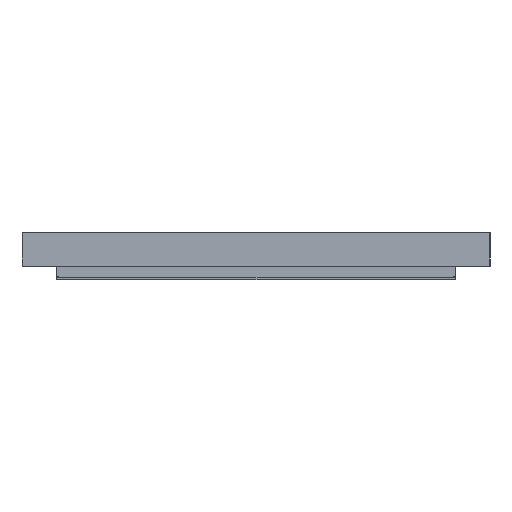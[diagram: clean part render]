
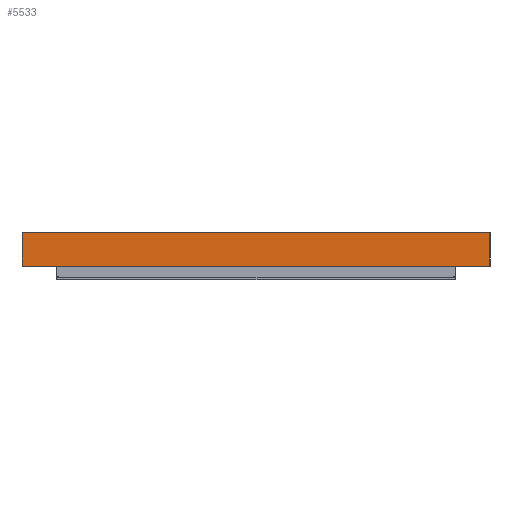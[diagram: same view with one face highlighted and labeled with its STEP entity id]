
A CAD part, left-side view. The second image highlights one B-rep face of the part: STEP entity #5533.
In plain terms, the highlighted planar face has unit normal (-1, 0, 0).
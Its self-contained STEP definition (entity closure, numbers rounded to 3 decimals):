
#1 = EDGE_CURVE ( 'NONE', #3756, #7466, #10182, .T. ) ;
#404 = VERTEX_POINT ( 'NONE', #8509 ) ;
#1123 = EDGE_CURVE ( 'NONE', #7466, #5151, #2073, .T. ) ;
#1440 = AXIS2_PLACEMENT_3D ( 'NONE', #7278, #9212, #4876 ) ;
#1442 = EDGE_CURVE ( 'NONE', #404, #3756, #9648, .T. ) ;
#1491 = DIRECTION ( 'NONE',  ( 0., 0., 1. ) ) ;
#1652 = VECTOR ( 'NONE', #1491, 1000. ) ;
#2073 = LINE ( 'NONE', #8980, #8044 ) ;
#2578 = CARTESIAN_POINT ( 'NONE',  ( -159.388, -297.5, 513.5 ) ) ;
#2875 = DIRECTION ( 'NONE',  ( 0., -1., 0. ) ) ;
#3335 = ORIENTED_EDGE ( 'NONE', *, *, #1442, .F. ) ;
#3504 = VECTOR ( 'NONE', #5300, 1000. ) ;
#3756 = VERTEX_POINT ( 'NONE', #4979 ) ;
#4526 = CARTESIAN_POINT ( 'NONE',  ( -159.388, 297.5, 535. ) ) ;
#4876 = DIRECTION ( 'NONE',  ( 0., 0., 1. ) ) ;
#4979 = CARTESIAN_POINT ( 'NONE',  ( -159.388, 297.5, 492. ) ) ;
#5151 = VERTEX_POINT ( 'NONE', #6250 ) ;
#5219 = ORIENTED_EDGE ( 'NONE', *, *, #7053, .F. ) ;
#5300 = DIRECTION ( 'NONE',  ( 0., 1., 0. ) ) ;
#5533 = ADVANCED_FACE ( 'NONE', ( #5787 ), #7510, .T. ) ;
#5787 = FACE_OUTER_BOUND ( 'NONE', #6111, .T. ) ;
#6093 = VECTOR ( 'NONE', #8639, 1000. ) ;
#6111 = EDGE_LOOP ( 'NONE', ( #6620, #3335, #5219, #7977 ) ) ;
#6210 = CARTESIAN_POINT ( 'NONE',  ( -159.388, 0., 492. ) ) ;
#6250 = CARTESIAN_POINT ( 'NONE',  ( -159.388, -297.5, 535. ) ) ;
#6620 = ORIENTED_EDGE ( 'NONE', *, *, #1, .F. ) ;
#7053 = EDGE_CURVE ( 'NONE', #5151, #404, #11271, .T. ) ;
#7278 = CARTESIAN_POINT ( 'NONE',  ( -159.388, 0., 513.5 ) ) ;
#7466 = VERTEX_POINT ( 'NONE', #4526 ) ;
#7510 = PLANE ( 'NONE',  #1440 ) ;
#7977 = ORIENTED_EDGE ( 'NONE', *, *, #1123, .F. ) ;
#8044 = VECTOR ( 'NONE', #2875, 1000. ) ;
#8509 = CARTESIAN_POINT ( 'NONE',  ( -159.388, -297.5, 492. ) ) ;
#8639 = DIRECTION ( 'NONE',  ( 0., 0., -1. ) ) ;
#8980 = CARTESIAN_POINT ( 'NONE',  ( -159.388, 0., 535. ) ) ;
#9212 = DIRECTION ( 'NONE',  ( -1., 0., 0. ) ) ;
#9648 = LINE ( 'NONE', #6210, #3504 ) ;
#10182 = LINE ( 'NONE', #11087, #1652 ) ;
#11087 = CARTESIAN_POINT ( 'NONE',  ( -159.388, 297.5, 513.5 ) ) ;
#11271 = LINE ( 'NONE', #2578, #6093 ) ;
